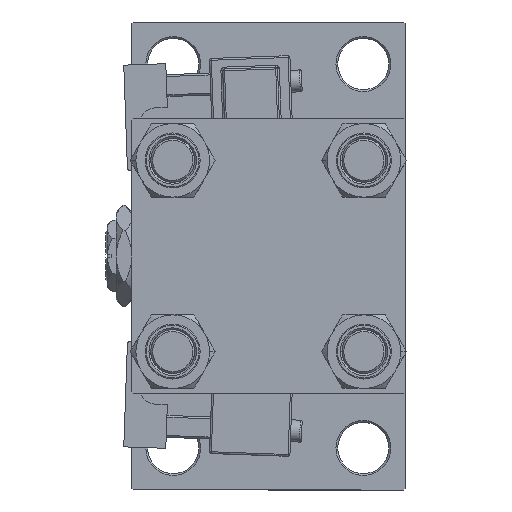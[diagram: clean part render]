
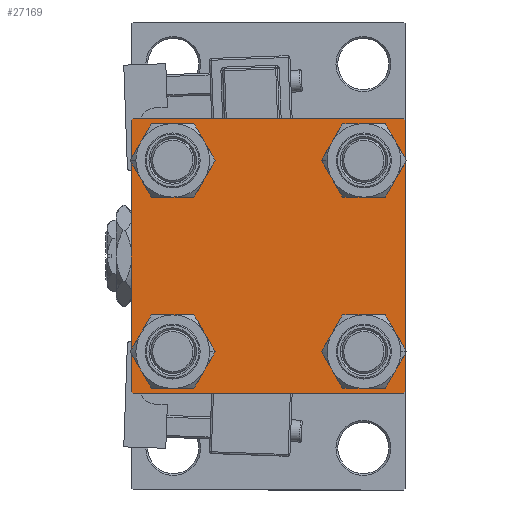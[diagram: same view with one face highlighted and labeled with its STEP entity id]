
A CAD part, left-side view. The second image highlights one B-rep face of the part: STEP entity #27169.
In plain terms, the highlighted planar face has unit normal (-1, 0, 0).
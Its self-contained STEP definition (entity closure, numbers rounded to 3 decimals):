
#60 = EDGE_CURVE ( 'NONE', #39767, #22962, #2057, .T. ) ;
#486 = CARTESIAN_POINT ( 'NONE',  ( 0., -26.15, 19.65 ) ) ;
#1384 = CARTESIAN_POINT ( 'NONE',  ( 0., -26.15, 32.65 ) ) ;
#2057 = LINE ( 'NONE', #13020, #43314 ) ;
#2339 = AXIS2_PLACEMENT_3D ( 'NONE', #32719, #29587, #48338 ) ;
#2500 = CARTESIAN_POINT ( 'NONE',  ( 0., -26.15, -32.65 ) ) ;
#2565 = CARTESIAN_POINT ( 'NONE',  ( 0., 26.15, -32.65 ) ) ;
#2598 = EDGE_CURVE ( 'NONE', #23349, #49866, #25008, .T. ) ;
#4159 = CARTESIAN_POINT ( 'NONE',  ( 0., 37.5, 37. ) ) ;
#4510 = AXIS2_PLACEMENT_3D ( 'NONE', #41485, #49817, #6093 ) ;
#4681 = ORIENTED_EDGE ( 'NONE', *, *, #60, .F. ) ;
#5061 = CARTESIAN_POINT ( 'NONE',  ( 0., -37.5, 37.5 ) ) ;
#5069 = DIRECTION ( 'NONE',  ( 0., 0., 1. ) ) ;
#5193 = CARTESIAN_POINT ( 'NONE',  ( 0., 26.15, 26.15 ) ) ;
#5835 = FACE_BOUND ( 'NONE', #30882, .T. ) ;
#6093 = DIRECTION ( 'NONE',  ( 0., 0., 1. ) ) ;
#6539 = VERTEX_POINT ( 'NONE', #1384 ) ;
#6973 = CIRCLE ( 'NONE', #36040, 6.5 ) ;
#7328 = VERTEX_POINT ( 'NONE', #45945 ) ;
#7365 = VERTEX_POINT ( 'NONE', #26178 ) ;
#8502 = VERTEX_POINT ( 'NONE', #30094 ) ;
#9657 = VERTEX_POINT ( 'NONE', #48184 ) ;
#10471 = LINE ( 'NONE', #22184, #23784 ) ;
#10516 = PLANE ( 'NONE',  #4510 ) ;
#12451 = CARTESIAN_POINT ( 'NONE',  ( 0., 37.25, -37.25 ) ) ;
#12549 = EDGE_CURVE ( 'NONE', #13932, #38041, #44380, .T. ) ;
#12637 = EDGE_CURVE ( 'NONE', #49121, #7365, #37170, .T. ) ;
#13020 = CARTESIAN_POINT ( 'NONE',  ( 0., 37.5, 37.5 ) ) ;
#13132 = CARTESIAN_POINT ( 'NONE',  ( 0., -26.15, 26.15 ) ) ;
#13270 = DIRECTION ( 'NONE',  ( 0., -1., 0. ) ) ;
#13544 = CARTESIAN_POINT ( 'NONE',  ( 0., 37., 37.5 ) ) ;
#13932 = VERTEX_POINT ( 'NONE', #2500 ) ;
#13951 = CARTESIAN_POINT ( 'NONE',  ( 0., 37.5, -37.5 ) ) ;
#14020 = DIRECTION ( 'NONE',  ( 0., -0.707, 0.707 ) ) ;
#14631 = ORIENTED_EDGE ( 'NONE', *, *, #30048, .T. ) ;
#15371 = EDGE_CURVE ( 'NONE', #21694, #8502, #28066, .T. ) ;
#15531 = VERTEX_POINT ( 'NONE', #30126 ) ;
#16251 = EDGE_CURVE ( 'NONE', #39767, #37275, #10471, .T. ) ;
#16914 = CIRCLE ( 'NONE', #34381, 6.5 ) ;
#17036 = DIRECTION ( 'NONE',  ( 0., 0., -1. ) ) ;
#17319 = CIRCLE ( 'NONE', #34785, 6.5 ) ;
#17551 = DIRECTION ( 'NONE',  ( 0., 0., 1. ) ) ;
#17861 = VERTEX_POINT ( 'NONE', #486 ) ;
#18194 = ORIENTED_EDGE ( 'NONE', *, *, #42380, .T. ) ;
#18218 = VECTOR ( 'NONE', #28172, 1000. ) ;
#18440 = ORIENTED_EDGE ( 'NONE', *, *, #24579, .T. ) ;
#18531 = DIRECTION ( 'NONE',  ( 0., 0., -1. ) ) ;
#19227 = AXIS2_PLACEMENT_3D ( 'NONE', #45850, #38048, #38567 ) ;
#19582 = DIRECTION ( 'NONE',  ( 1., 0., 0. ) ) ;
#21456 = FACE_OUTER_BOUND ( 'NONE', #50862, .T. ) ;
#21694 = VERTEX_POINT ( 'NONE', #24977 ) ;
#21708 = FACE_BOUND ( 'NONE', #44834, .T. ) ;
#21897 = CARTESIAN_POINT ( 'NONE',  ( 0., 26.15, -26.15 ) ) ;
#22184 = CARTESIAN_POINT ( 'NONE',  ( 0., 37.25, 37.25 ) ) ;
#22449 = DIRECTION ( 'NONE',  ( 0., 0.707, -0.707 ) ) ;
#22962 = VERTEX_POINT ( 'NONE', #26489 ) ;
#23280 = ORIENTED_EDGE ( 'NONE', *, *, #26650, .T. ) ;
#23349 = VERTEX_POINT ( 'NONE', #44829 ) ;
#23784 = VECTOR ( 'NONE', #22449, 1000. ) ;
#24308 = ORIENTED_EDGE ( 'NONE', *, *, #43721, .T. ) ;
#24327 = LINE ( 'NONE', #5061, #47993 ) ;
#24579 = EDGE_CURVE ( 'NONE', #17861, #6539, #17319, .T. ) ;
#24977 = CARTESIAN_POINT ( 'NONE',  ( 0., 37.5, -37. ) ) ;
#25008 = CIRCLE ( 'NONE', #19227, 6.5 ) ;
#25329 = ORIENTED_EDGE ( 'NONE', *, *, #46775, .T. ) ;
#25377 = VECTOR ( 'NONE', #44440, 1000. ) ;
#25398 = LINE ( 'NONE', #13951, #44044 ) ;
#25627 = VECTOR ( 'NONE', #18531, 1000. ) ;
#26178 = CARTESIAN_POINT ( 'NONE',  ( 0., -37.5, -37. ) ) ;
#26241 = CARTESIAN_POINT ( 'NONE',  ( 0., -37.25, -37.25 ) ) ;
#26439 = CARTESIAN_POINT ( 'NONE',  ( 0., -26.15, -26.15 ) ) ;
#26489 = CARTESIAN_POINT ( 'NONE',  ( 0., -37., 37.5 ) ) ;
#26650 = EDGE_CURVE ( 'NONE', #7328, #15531, #16914, .T. ) ;
#27169 = ADVANCED_FACE ( 'NONE', ( #33683, #21708, #46169, #5835, #21456 ), #10516, .T. ) ;
#27311 = AXIS2_PLACEMENT_3D ( 'NONE', #45626, #45367, #17551 ) ;
#28066 = LINE ( 'NONE', #12451, #25377 ) ;
#28172 = DIRECTION ( 'NONE',  ( 0., 0.707, 0.707 ) ) ;
#28602 = AXIS2_PLACEMENT_3D ( 'NONE', #44204, #32763, #48641 ) ;
#29084 = ORIENTED_EDGE ( 'NONE', *, *, #43856, .T. ) ;
#29587 = DIRECTION ( 'NONE',  ( 1., 0., 0. ) ) ;
#29711 = DIRECTION ( 'NONE',  ( 0., 0., 1. ) ) ;
#30048 = EDGE_CURVE ( 'NONE', #49866, #23349, #6973, .T. ) ;
#30084 = EDGE_LOOP ( 'NONE', ( #33858, #14631 ) ) ;
#30094 = CARTESIAN_POINT ( 'NONE',  ( 0., 37., -37.5 ) ) ;
#30126 = CARTESIAN_POINT ( 'NONE',  ( 0., 26.15, 32.65 ) ) ;
#30658 = CARTESIAN_POINT ( 'NONE',  ( 0., -26.15, -19.65 ) ) ;
#30882 = EDGE_LOOP ( 'NONE', ( #18194, #23280 ) ) ;
#31817 = CARTESIAN_POINT ( 'NONE',  ( 0., -37.25, 37.25 ) ) ;
#32076 = LINE ( 'NONE', #31817, #18218 ) ;
#32275 = DIRECTION ( 'NONE',  ( 1., 0., 0. ) ) ;
#32719 = CARTESIAN_POINT ( 'NONE',  ( 0., 26.15, 26.15 ) ) ;
#32763 = DIRECTION ( 'NONE',  ( 1., 0., 0. ) ) ;
#32852 = DIRECTION ( 'NONE',  ( 1., 0., 0. ) ) ;
#33683 = FACE_BOUND ( 'NONE', #45104, .T. ) ;
#33858 = ORIENTED_EDGE ( 'NONE', *, *, #2598, .T. ) ;
#34381 = AXIS2_PLACEMENT_3D ( 'NONE', #5193, #32275, #36422 ) ;
#34752 = CIRCLE ( 'NONE', #2339, 6.5 ) ;
#34785 = AXIS2_PLACEMENT_3D ( 'NONE', #13132, #48273, #5069 ) ;
#36040 = AXIS2_PLACEMENT_3D ( 'NONE', #21897, #32852, #29711 ) ;
#36422 = DIRECTION ( 'NONE',  ( 0., 0., 1. ) ) ;
#36841 = DIRECTION ( 'NONE',  ( 0., -1., 0. ) ) ;
#37170 = LINE ( 'NONE', #26241, #50209 ) ;
#37263 = LINE ( 'NONE', #45320, #25627 ) ;
#37275 = VERTEX_POINT ( 'NONE', #4159 ) ;
#37293 = ORIENTED_EDGE ( 'NONE', *, *, #15371, .T. ) ;
#38041 = VERTEX_POINT ( 'NONE', #30658 ) ;
#38048 = DIRECTION ( 'NONE',  ( 1., 0., 0. ) ) ;
#38567 = DIRECTION ( 'NONE',  ( 0., 0., 1. ) ) ;
#39193 = ORIENTED_EDGE ( 'NONE', *, *, #16251, .T. ) ;
#39767 = VERTEX_POINT ( 'NONE', #13544 ) ;
#40391 = EDGE_CURVE ( 'NONE', #38041, #13932, #46405, .T. ) ;
#40685 = ORIENTED_EDGE ( 'NONE', *, *, #12549, .T. ) ;
#41485 = CARTESIAN_POINT ( 'NONE',  ( 0., 0., 0. ) ) ;
#41803 = EDGE_CURVE ( 'NONE', #9657, #7365, #24327, .T. ) ;
#42303 = DIRECTION ( 'NONE',  ( 0., 0., 1. ) ) ;
#42380 = EDGE_CURVE ( 'NONE', #15531, #7328, #34752, .T. ) ;
#43074 = EDGE_CURVE ( 'NONE', #37275, #21694, #37263, .T. ) ;
#43089 = AXIS2_PLACEMENT_3D ( 'NONE', #26439, #19582, #42303 ) ;
#43314 = VECTOR ( 'NONE', #13270, 1000. ) ;
#43721 = EDGE_CURVE ( 'NONE', #6539, #17861, #49736, .T. ) ;
#43856 = EDGE_CURVE ( 'NONE', #9657, #22962, #32076, .T. ) ;
#44044 = VECTOR ( 'NONE', #36841, 1000. ) ;
#44204 = CARTESIAN_POINT ( 'NONE',  ( 0., -26.15, -26.15 ) ) ;
#44380 = CIRCLE ( 'NONE', #28602, 6.5 ) ;
#44440 = DIRECTION ( 'NONE',  ( 0., -0.707, -0.707 ) ) ;
#44829 = CARTESIAN_POINT ( 'NONE',  ( 0., 26.15, -19.65 ) ) ;
#44834 = EDGE_LOOP ( 'NONE', ( #50360, #40685 ) ) ;
#45104 = EDGE_LOOP ( 'NONE', ( #24308, #18440 ) ) ;
#45320 = CARTESIAN_POINT ( 'NONE',  ( 0., 37.5, 37.5 ) ) ;
#45367 = DIRECTION ( 'NONE',  ( 1., 0., 0. ) ) ;
#45626 = CARTESIAN_POINT ( 'NONE',  ( 0., -26.15, 26.15 ) ) ;
#45850 = CARTESIAN_POINT ( 'NONE',  ( 0., 26.15, -26.15 ) ) ;
#45945 = CARTESIAN_POINT ( 'NONE',  ( 0., 26.15, 19.65 ) ) ;
#46153 = CARTESIAN_POINT ( 'NONE',  ( 0., -37., -37.5 ) ) ;
#46169 = FACE_BOUND ( 'NONE', #30084, .T. ) ;
#46405 = CIRCLE ( 'NONE', #43089, 6.5 ) ;
#46775 = EDGE_CURVE ( 'NONE', #8502, #49121, #25398, .T. ) ;
#47344 = ORIENTED_EDGE ( 'NONE', *, *, #43074, .T. ) ;
#47809 = ORIENTED_EDGE ( 'NONE', *, *, #41803, .F. ) ;
#47993 = VECTOR ( 'NONE', #17036, 1000. ) ;
#48184 = CARTESIAN_POINT ( 'NONE',  ( 0., -37.5, 37. ) ) ;
#48273 = DIRECTION ( 'NONE',  ( 1., 0., 0. ) ) ;
#48338 = DIRECTION ( 'NONE',  ( 0., 0., 1. ) ) ;
#48641 = DIRECTION ( 'NONE',  ( 0., 0., 1. ) ) ;
#49121 = VERTEX_POINT ( 'NONE', #46153 ) ;
#49736 = CIRCLE ( 'NONE', #27311, 6.5 ) ;
#49817 = DIRECTION ( 'NONE',  ( -1., 0., 0. ) ) ;
#49866 = VERTEX_POINT ( 'NONE', #2565 ) ;
#50209 = VECTOR ( 'NONE', #14020, 1000. ) ;
#50360 = ORIENTED_EDGE ( 'NONE', *, *, #40391, .T. ) ;
#50862 = EDGE_LOOP ( 'NONE', ( #47344, #37293, #25329, #51022, #47809, #29084, #4681, #39193 ) ) ;
#51022 = ORIENTED_EDGE ( 'NONE', *, *, #12637, .T. ) ;
